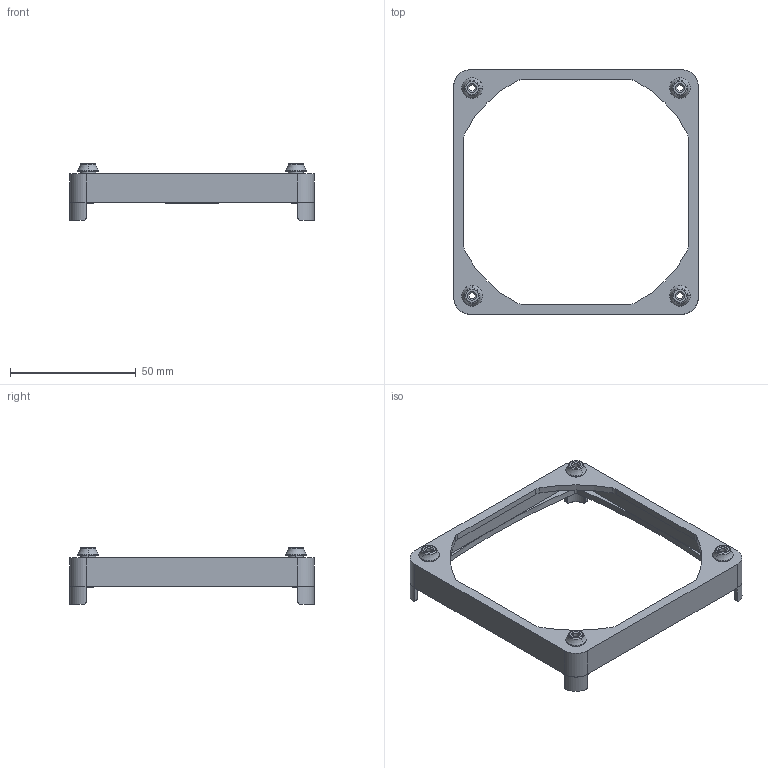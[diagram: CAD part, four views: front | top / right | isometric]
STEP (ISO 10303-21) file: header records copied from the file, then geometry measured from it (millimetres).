
FILE_DESCRIPTION((''),'2;1');
FILE_NAME('LM-92-60-10.stp','2010-02-07T21:38:11',(''),(''),'Mechanical Desktop.R8.0.24.0','Mechanical Desktop.R8.0.24.0',', , ');
FILE_SCHEMA(('CONFIG_CONTROL_DESIGN'));
Length unit declared in the file: millimetre
Products named in the file (2): LM-92-60-10 OVA; LM-92-60-10 OV
Assembly tree (1 placements, depth 2):
  LM-92-60-10 OVA
    LM-92-60-10 OV
Bounding box: 97 x 97 x 22.5 mm (x, y, z)
Volume: 15574.4 mm3; surface area: 14712.2 mm2
Topology: 1 solids, 1 shells, 1973 faces, 5568 edges, 3679 vertices
Faces by surface type: bspline 1460, plane 338, cylinder 115, torus 36, sphere 16, cone 8
Entity records: 72203 total; most frequent: CARTESIAN_POINT 31079, ORIENTED_EDGE 11088, EDGE_CURVE 5544, DIRECTION 3962, VERTEX_POINT 3671, B_SPLINE_CURVE_WITH_KNOTS 2949, VECTOR 2258, LINE 2258
